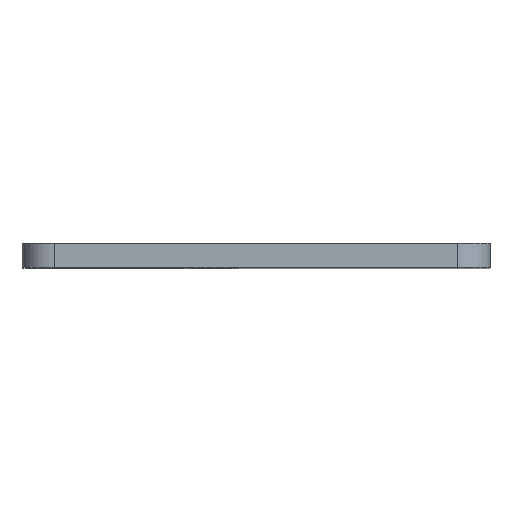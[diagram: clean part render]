
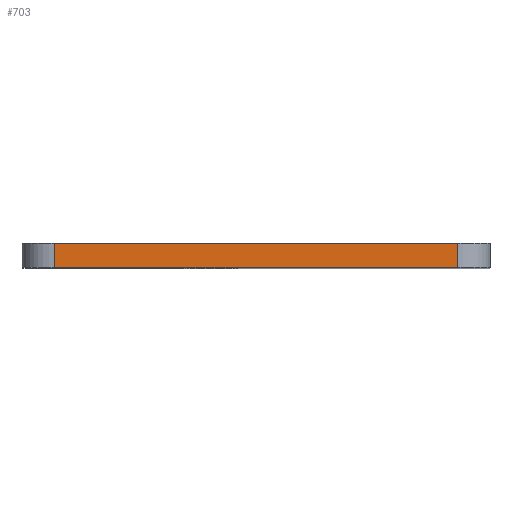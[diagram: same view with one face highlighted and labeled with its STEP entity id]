
A CAD part, top view. The second image highlights one B-rep face of the part: STEP entity #703.
In plain terms, the highlighted planar face has unit normal (0, 0, 1).
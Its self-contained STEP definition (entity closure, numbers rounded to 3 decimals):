
#24 = CARTESIAN_POINT ( 'NONE',  ( 0.5, 0., 7. ) ) ;
#34 = ORIENTED_EDGE ( 'NONE', *, *, #519, .F. ) ;
#69 = CARTESIAN_POINT ( 'NONE',  ( 27.5, 0., 7. ) ) ;
#75 = EDGE_CURVE ( 'NONE', #684, #89, #101, .T. ) ;
#78 = EDGE_LOOP ( 'NONE', ( #34, #375, #427, #418 ) ) ;
#89 = VERTEX_POINT ( 'NONE', #551 ) ;
#101 = LINE ( 'NONE', #209, #696 ) ;
#128 = AXIS2_PLACEMENT_3D ( 'NONE', #337, #549, #492 ) ;
#136 = VECTOR ( 'NONE', #247, 1000. ) ;
#152 = LINE ( 'NONE', #196, #136 ) ;
#161 = DIRECTION ( 'NONE',  ( 1., 0., 0. ) ) ;
#185 = EDGE_CURVE ( 'NONE', #89, #573, #398, .T. ) ;
#196 = CARTESIAN_POINT ( 'NONE',  ( 27.5, 0., 7. ) ) ;
#203 = VECTOR ( 'NONE', #626, 1000. ) ;
#209 = CARTESIAN_POINT ( 'NONE',  ( 2.5, 0., 7. ) ) ;
#215 = CARTESIAN_POINT ( 'NONE',  ( 2.5, 1.5, 7. ) ) ;
#247 = DIRECTION ( 'NONE',  ( 0., 1., 0. ) ) ;
#337 = CARTESIAN_POINT ( 'NONE',  ( 0.5, 0., 7. ) ) ;
#375 = ORIENTED_EDGE ( 'NONE', *, *, #75, .T. ) ;
#377 = EDGE_CURVE ( 'NONE', #573, #400, #152, .T. ) ;
#398 = LINE ( 'NONE', #24, #203 ) ;
#400 = VERTEX_POINT ( 'NONE', #577 ) ;
#418 = ORIENTED_EDGE ( 'NONE', *, *, #377, .T. ) ;
#427 = ORIENTED_EDGE ( 'NONE', *, *, #185, .T. ) ;
#442 = LINE ( 'NONE', #540, #499 ) ;
#492 = DIRECTION ( 'NONE',  ( 1., 0., 0. ) ) ;
#499 = VECTOR ( 'NONE', #161, 1000. ) ;
#519 = EDGE_CURVE ( 'NONE', #684, #400, #442, .T. ) ;
#540 = CARTESIAN_POINT ( 'NONE',  ( 0.5, 1.5, 7. ) ) ;
#542 = DIRECTION ( 'NONE',  ( 0., -1., 0. ) ) ;
#549 = DIRECTION ( 'NONE',  ( 0., 0., 1. ) ) ;
#551 = CARTESIAN_POINT ( 'NONE',  ( 2.5, 0., 7. ) ) ;
#573 = VERTEX_POINT ( 'NONE', #69 ) ;
#577 = CARTESIAN_POINT ( 'NONE',  ( 27.5, 1.5, 7. ) ) ;
#601 = FACE_OUTER_BOUND ( 'NONE', #78, .T. ) ;
#626 = DIRECTION ( 'NONE',  ( 1., 0., 0. ) ) ;
#649 = PLANE ( 'NONE',  #128 ) ;
#684 = VERTEX_POINT ( 'NONE', #215 ) ;
#696 = VECTOR ( 'NONE', #542, 1000. ) ;
#703 = ADVANCED_FACE ( 'NONE', ( #601 ), #649, .T. ) ;
